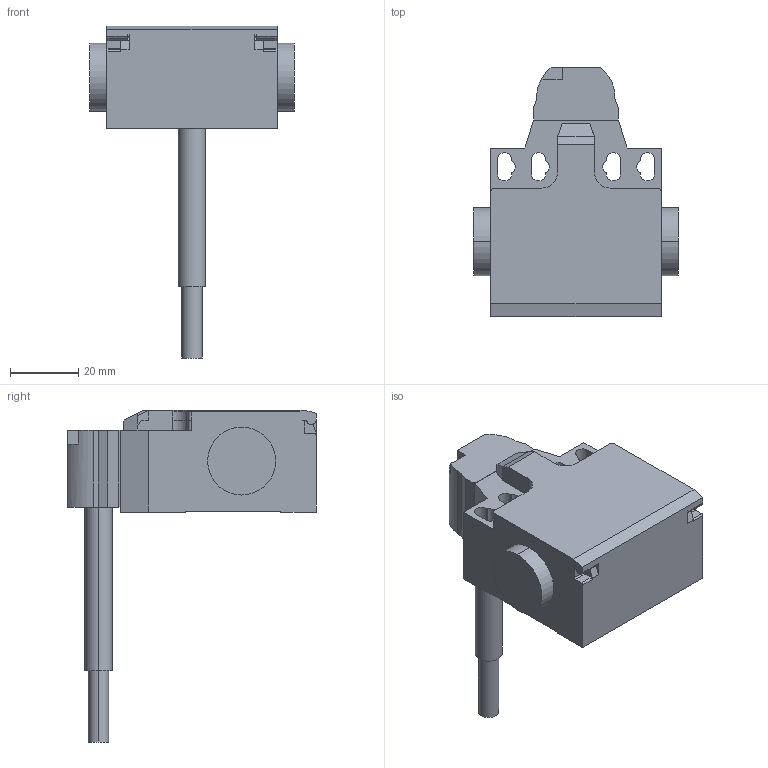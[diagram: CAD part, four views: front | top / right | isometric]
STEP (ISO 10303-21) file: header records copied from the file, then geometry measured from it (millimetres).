
FILE_DESCRIPTION((''),'2;1');
FILE_NAME('3d_KCP2L02.stp','2012-10-03T08:08:40',(''),(''),'Mechanical Desktop 2011','Mechanical Desktop 2011',', , ');
FILE_SCHEMA(('CONFIG_CONTROL_DESIGN'));
Length unit declared in the file: millimetre
Products named in the file (1): Product
Bounding box: 60 x 73.18 x 97.6 mm (x, y, z)
Volume: 86595.7 mm3; surface area: 18598.2 mm2
Topology: 4 solids, 4 shells, 142 faces, 425 edges, 305 vertices
Faces by surface type: plane 80, cylinder 36, bspline 26
Entity records: 5025 total; most frequent: CARTESIAN_POINT 1104, ORIENTED_EDGE 820, DIRECTION 754, EDGE_CURVE 410, VECTOR 330, LINE 330, VERTEX_POINT 276, AXIS2_PLACEMENT_3D 212
